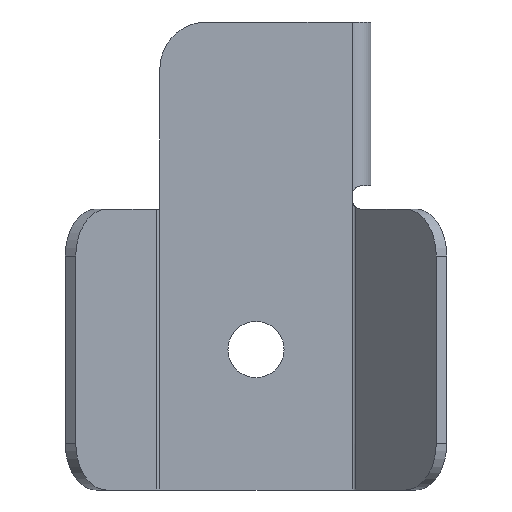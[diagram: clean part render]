
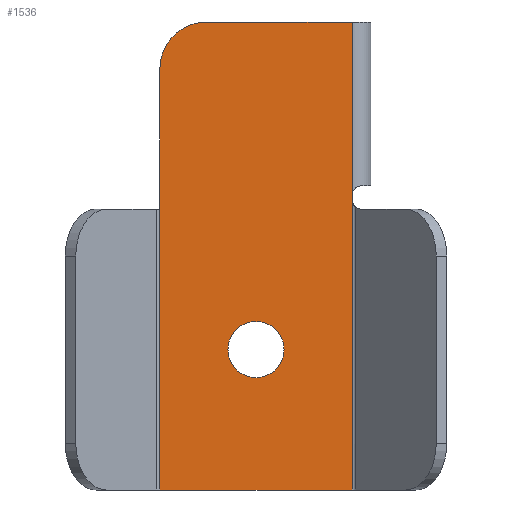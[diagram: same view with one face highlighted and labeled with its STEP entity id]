
A CAD part, front view. The second image highlights one B-rep face of the part: STEP entity #1536.
In plain terms, the highlighted planar face has unit normal (0, -1, 0).
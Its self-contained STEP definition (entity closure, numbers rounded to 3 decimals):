
#3 = EDGE_CURVE ( 'NONE', #235, #230, #1474, .T. ) ;
#43 = ORIENTED_EDGE ( 'NONE', *, *, #3, .F. ) ;
#109 = ORIENTED_EDGE ( 'NONE', *, *, #1486, .T. ) ;
#131 = ORIENTED_EDGE ( 'NONE', *, *, #1299, .F. ) ;
#143 = DIRECTION ( 'NONE',  ( 0., 0., -1. ) ) ;
#144 = DIRECTION ( 'NONE',  ( 0., -1., 0. ) ) ;
#146 = CARTESIAN_POINT ( 'NONE',  ( 0., 20., 30. ) ) ;
#147 = AXIS2_PLACEMENT_3D ( 'NONE', #146, #144, #143 ) ;
#220 = EDGE_CURVE ( 'NONE', #230, #1290, #471, .T. ) ;
#230 = VERTEX_POINT ( 'NONE', #420 ) ;
#235 = VERTEX_POINT ( 'NONE', #419 ) ;
#242 = ORIENTED_EDGE ( 'NONE', *, *, #220, .F. ) ;
#243 = EDGE_CURVE ( 'NONE', #1532, #235, #492, .T. ) ;
#259 = ORIENTED_EDGE ( 'NONE', *, *, #243, .F. ) ;
#417 = DIRECTION ( 'NONE',  ( 0., 0., -1. ) ) ;
#419 = CARTESIAN_POINT ( 'NONE',  ( 20.546, 20., 63. ) ) ;
#420 = CARTESIAN_POINT ( 'NONE',  ( 20.546, 20., 62. ) ) ;
#442 = VECTOR ( 'NONE', #417, 1000. ) ;
#443 = CARTESIAN_POINT ( 'NONE',  ( 20.546, 20., 60. ) ) ;
#471 = LINE ( 'NONE', #443, #442 ) ;
#488 = DIRECTION ( 'NONE',  ( 0., 0., -1. ) ) ;
#489 = VECTOR ( 'NONE', #488, 1000. ) ;
#491 = CARTESIAN_POINT ( 'NONE',  ( 20.546, 20., 100. ) ) ;
#492 = LINE ( 'NONE', #491, #489 ) ;
#824 = CARTESIAN_POINT ( 'NONE',  ( -20.546, 20., 0. ) ) ;
#844 = CARTESIAN_POINT ( 'NONE',  ( 0., 20., 24. ) ) ;
#851 = CARTESIAN_POINT ( 'NONE',  ( 20.546, 20., 0. ) ) ;
#853 = DIRECTION ( 'NONE',  ( -1., 0., 0. ) ) ;
#854 = VECTOR ( 'NONE', #853, 1000. ) ;
#855 = LINE ( 'NONE', #979, #854 ) ;
#979 = CARTESIAN_POINT ( 'NONE',  ( -21., 20., 0. ) ) ;
#987 = CIRCLE ( 'NONE', #1017, 6. ) ;
#1017 = AXIS2_PLACEMENT_3D ( 'NONE', #1089, #1205, #1204 ) ;
#1062 = DIRECTION ( 'NONE',  ( 0., 0., -1. ) ) ;
#1063 = DIRECTION ( 'NONE',  ( 0., -1., 0. ) ) ;
#1064 = CARTESIAN_POINT ( 'NONE',  ( -21., 20., 60. ) ) ;
#1067 = CIRCLE ( 'NONE', #147, 6. ) ;
#1077 = FACE_OUTER_BOUND ( 'NONE', #1550, .T. ) ;
#1083 = CARTESIAN_POINT ( 'NONE',  ( 20.546, 20., 100. ) ) ;
#1084 = PLANE ( 'NONE',  #1214 ) ;
#1085 = DIRECTION ( 'NONE',  ( 0., 0., -1. ) ) ;
#1086 = VECTOR ( 'NONE', #1085, 1000. ) ;
#1087 = CARTESIAN_POINT ( 'NONE',  ( -20.546, 20., 100. ) ) ;
#1088 = LINE ( 'NONE', #1087, #1086 ) ;
#1089 = CARTESIAN_POINT ( 'NONE',  ( 0., 20., 30. ) ) ;
#1096 = DIRECTION ( 'NONE',  ( 0., 0., -1. ) ) ;
#1097 = VECTOR ( 'NONE', #1096, 1000. ) ;
#1098 = LINE ( 'NONE', #1105, #1097 ) ;
#1101 = DIRECTION ( 'NONE',  ( 0., 0., -1. ) ) ;
#1102 = DIRECTION ( 'NONE',  ( 0., -1., 0. ) ) ;
#1103 = CARTESIAN_POINT ( 'NONE',  ( -10.546, 20., 90. ) ) ;
#1104 = AXIS2_PLACEMENT_3D ( 'NONE', #1103, #1102, #1101 ) ;
#1105 = CARTESIAN_POINT ( 'NONE',  ( -20.546, 20., 60. ) ) ;
#1107 = CARTESIAN_POINT ( 'NONE',  ( -20.546, 20., 90. ) ) ;
#1140 = CARTESIAN_POINT ( 'NONE',  ( 0., 20., 36. ) ) ;
#1180 = CIRCLE ( 'NONE', #1104, 10. ) ;
#1204 = DIRECTION ( 'NONE',  ( 0., 0., -1. ) ) ;
#1205 = DIRECTION ( 'NONE',  ( 0., -1., 0. ) ) ;
#1210 = CARTESIAN_POINT ( 'NONE',  ( -20.546, 20., 60. ) ) ;
#1214 = AXIS2_PLACEMENT_3D ( 'NONE', #1064, #1063, #1062 ) ;
#1220 = FACE_BOUND ( 'NONE', #1509, .T. ) ;
#1223 = DIRECTION ( 'NONE',  ( 1., 0., 0. ) ) ;
#1224 = VECTOR ( 'NONE', #1223, 1000. ) ;
#1225 = CARTESIAN_POINT ( 'NONE',  ( -20.546, 20., 100. ) ) ;
#1227 = LINE ( 'NONE', #1225, #1224 ) ;
#1260 = CARTESIAN_POINT ( 'NONE',  ( -10.546, 20., 100. ) ) ;
#1285 = VERTEX_POINT ( 'NONE', #824 ) ;
#1290 = VERTEX_POINT ( 'NONE', #851 ) ;
#1299 = EDGE_CURVE ( 'NONE', #1290, #1285, #855, .T. ) ;
#1338 = DIRECTION ( 'NONE',  ( 0., 0., -1. ) ) ;
#1339 = VECTOR ( 'NONE', #1338, 1000. ) ;
#1364 = VERTEX_POINT ( 'NONE', #844 ) ;
#1405 = VERTEX_POINT ( 'NONE', #1210 ) ;
#1412 = EDGE_CURVE ( 'NONE', #1442, #1364, #987, .T. ) ;
#1442 = VERTEX_POINT ( 'NONE', #1140 ) ;
#1473 = CARTESIAN_POINT ( 'NONE',  ( 20.546, 20., 100. ) ) ;
#1474 = LINE ( 'NONE', #1473, #1339 ) ;
#1478 = ORIENTED_EDGE ( 'NONE', *, *, #1493, .F. ) ;
#1480 = ORIENTED_EDGE ( 'NONE', *, *, #1484, .T. ) ;
#1484 = EDGE_CURVE ( 'NONE', #1556, #1508, #1180, .T. ) ;
#1486 = EDGE_CURVE ( 'NONE', #1405, #1285, #1098, .T. ) ;
#1493 = EDGE_CURVE ( 'NONE', #1556, #1532, #1227, .T. ) ;
#1495 = ORIENTED_EDGE ( 'NONE', *, *, #1412, .F. ) ;
#1496 = ORIENTED_EDGE ( 'NONE', *, *, #1538, .F. ) ;
#1498 = ORIENTED_EDGE ( 'NONE', *, *, #1518, .T. ) ;
#1508 = VERTEX_POINT ( 'NONE', #1107 ) ;
#1509 = EDGE_LOOP ( 'NONE', ( #1495, #1496 ) ) ;
#1518 = EDGE_CURVE ( 'NONE', #1508, #1405, #1088, .T. ) ;
#1532 = VERTEX_POINT ( 'NONE', #1083 ) ;
#1536 = ADVANCED_FACE ( 'NONE', ( #1220, #1077 ), #1084, .T. ) ;
#1538 = EDGE_CURVE ( 'NONE', #1364, #1442, #1067, .T. ) ;
#1550 = EDGE_LOOP ( 'NONE', ( #1478, #1480, #1498, #109, #131, #242, #43, #259 ) ) ;
#1556 = VERTEX_POINT ( 'NONE', #1260 ) ;
